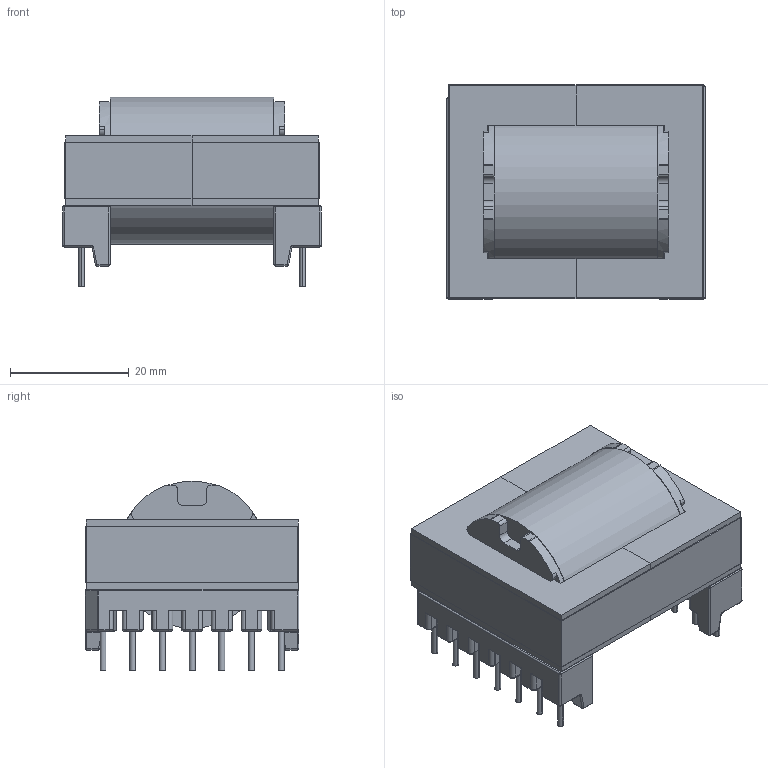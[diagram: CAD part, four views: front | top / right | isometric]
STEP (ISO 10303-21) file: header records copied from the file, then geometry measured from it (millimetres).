
FILE_DESCRIPTION(/* description */ ('Unknown'),/* implementation_level */ '2;1');
FILE_NAME(/* name */ 'T_Wurth_WE-OLTI-ERL35_750316326',/* time_stamp */ '2025-10-20T14:52:17+08:00',/* author */ ('Unknown'),/* organization */ ('Unknown'),/* preprocessor_version */ 'ST-DEVELOPER v19.4',/* originating_system */ 'Solid Edge',/* authorisation */ 'Unknown');
FILE_SCHEMA (('AUTOMOTIVE_DESIGN {1 0 10303 214 3 1 1}'));
Length unit declared in the file: millimetre
Products named in the file (2): T_Wurth_WE-OLTI-ERL35_750316326
Assembly tree (1 placements, depth 2):
  T_Wurth_WE-OLTI-ERL35_750316326
    T_Wurth_WE-OLTI-ERL35_750316326
Bounding box: 43.5 x 36.02 x 31.97 mm (x, y, z)
Volume: 27213.7 mm3; surface area: 19781 mm2
Topology: 5 solids, 5 shells, 517 faces, 1263 edges, 741 vertices
Faces by surface type: cylinder 259, plane 147, torus 72, sphere 29, bspline 10
Entity records: 18473 total; most frequent: DIRECTION 2818, CARTESIAN_POINT 2769, ORIENTED_EDGE 2464, EDGE_CURVE 1232, AXIS2_PLACEMENT_3D 1106, VERTEX_POINT 741, LINE 606, VECTOR 606
